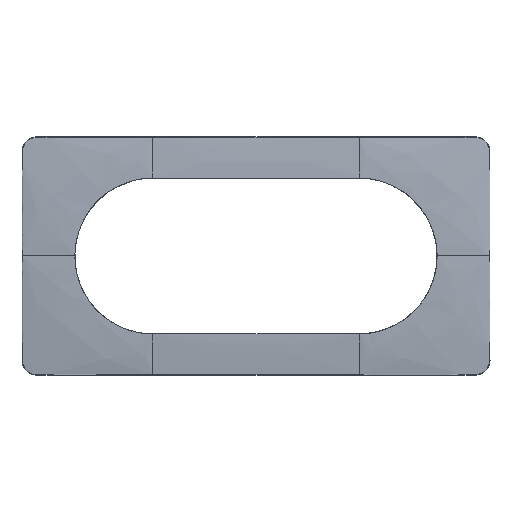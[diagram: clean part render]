
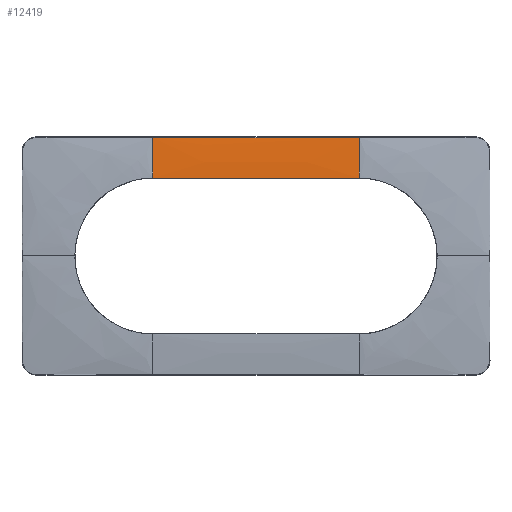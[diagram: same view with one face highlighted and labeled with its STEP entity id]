
A CAD part, top view. The second image highlights one B-rep face of the part: STEP entity #12419.
In plain terms, the highlighted face is a extrusion surface.
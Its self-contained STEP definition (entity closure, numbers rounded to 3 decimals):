
#10768=CARTESIAN_POINT('Vertex',(0.,40.759,7.728)) ;
#12078=CARTESIAN_POINT('Control Point',(0.,26.8,8.7)) ;
#12079=CARTESIAN_POINT('Control Point',(0.,27.42,8.699)) ;
#12080=CARTESIAN_POINT('Control Point',(0.,28.053,8.693)) ;
#12081=CARTESIAN_POINT('Control Point',(0.,28.698,8.679)) ;
#12082=CARTESIAN_POINT('Control Point',(0.,30.008,8.637)) ;
#12083=CARTESIAN_POINT('Control Point',(0.,31.36,8.569)) ;
#12084=CARTESIAN_POINT('Control Point',(0.,32.045,8.529)) ;
#12085=CARTESIAN_POINT('Control Point',(0.,34.128,8.392)) ;
#12086=CARTESIAN_POINT('Control Point',(0.,36.285,8.208)) ;
#12087=CARTESIAN_POINT('Control Point',(0.,37.752,8.067)) ;
#12088=CARTESIAN_POINT('Control Point',(0.,39.244,7.904)) ;
#12089=CARTESIAN_POINT('Control Point',(0.,40.759,7.728)) ;
#12090=CARTESIAN_POINT('Vertex',(0.,26.8,8.7)) ;
#12361=CARTESIAN_POINT('Control Point',(71.,26.8,8.7)) ;
#12362=CARTESIAN_POINT('Control Point',(71.,27.075,8.7)) ;
#12363=CARTESIAN_POINT('Control Point',(71.,27.349,8.698)) ;
#12364=CARTESIAN_POINT('Control Point',(71.,27.623,8.695)) ;
#12365=CARTESIAN_POINT('Control Point',(71.,28.699,8.68)) ;
#12366=CARTESIAN_POINT('Control Point',(71.,29.774,8.646)) ;
#12367=CARTESIAN_POINT('Control Point',(71.,30.598,8.609)) ;
#12368=CARTESIAN_POINT('Control Point',(71.,32.607,8.501)) ;
#12369=CARTESIAN_POINT('Control Point',(71.,34.613,8.35)) ;
#12370=CARTESIAN_POINT('Control Point',(71.,35.811,8.248)) ;
#12371=CARTESIAN_POINT('Control Point',(71.,37.525,8.084)) ;
#12372=CARTESIAN_POINT('Control Point',(71.,39.238,7.901)) ;
#12373=CARTESIAN_POINT('Control Point',(71.,39.746,7.845)) ;
#12374=CARTESIAN_POINT('Control Point',(71.,40.253,7.787)) ;
#12375=CARTESIAN_POINT('Control Point',(71.,40.759,7.728)) ;
#12379=CARTESIAN_POINT('Line Origine',(27.993,40.759,7.728)) ;
#12383=CARTESIAN_POINT('Vertex',(71.,40.759,7.728)) ;
#12387=CARTESIAN_POINT('Control Point',(71.,26.8,8.7)) ;
#12388=CARTESIAN_POINT('Control Point',(71.,27.148,8.699)) ;
#12389=CARTESIAN_POINT('Control Point',(71.,27.495,8.697)) ;
#12390=CARTESIAN_POINT('Control Point',(71.,27.844,8.693)) ;
#12391=CARTESIAN_POINT('Control Point',(71.,28.543,8.68)) ;
#12392=CARTESIAN_POINT('Control Point',(71.,29.245,8.66)) ;
#12393=CARTESIAN_POINT('Control Point',(71.,29.597,8.648)) ;
#12394=CARTESIAN_POINT('Control Point',(71.,30.658,8.606)) ;
#12395=CARTESIAN_POINT('Control Point',(71.,31.717,8.549)) ;
#12396=CARTESIAN_POINT('Control Point',(71.,32.411,8.506)) ;
#12397=CARTESIAN_POINT('Control Point',(71.,33.805,8.41)) ;
#12398=CARTESIAN_POINT('Control Point',(71.,35.194,8.297)) ;
#12399=CARTESIAN_POINT('Control Point',(71.,35.888,8.236)) ;
#12400=CARTESIAN_POINT('Control Point',(71.,37.277,8.107)) ;
#12401=CARTESIAN_POINT('Control Point',(71.,38.67,7.963)) ;
#12402=CARTESIAN_POINT('Control Point',(71.,39.367,7.888)) ;
#12403=CARTESIAN_POINT('Control Point',(71.,40.063,7.809)) ;
#12404=CARTESIAN_POINT('Control Point',(71.,40.759,7.728)) ;
#12405=CARTESIAN_POINT('Vertex',(71.,26.8,8.7)) ;
#12408=CARTESIAN_POINT('Line Origine',(27.993,26.8,8.7)) ;
#12376=DIRECTION('Vector Direction',(-1.,0.,0.)) ;
#12380=DIRECTION('Vector Direction',(-1.,0.,0.)) ;
#12409=DIRECTION('Vector Direction',(-1.,0.,0.)) ;
#12377=VECTOR('Extrusion Surface Vector',#12376,1.) ;
#12381=VECTOR('Line Direction',#12380,1.) ;
#12410=VECTOR('Line Direction',#12409,1.) ;
#12414=ORIENTED_EDGE('',*,*,#12385,.T.) ;
#12415=ORIENTED_EDGE('',*,*,#12407,.F.) ;
#12416=ORIENTED_EDGE('',*,*,#12412,.T.) ;
#12417=ORIENTED_EDGE('',*,*,#12092,.T.) ;
#12419=ADVANCED_FACE('Extraction.162',(#12418),#12378,.F.) ;
#12077=B_SPLINE_CURVE_WITH_KNOTS('',5,(#12078,#12079,#12080,#12081,#12082,#12083,#12084,#12085,#12086,#12087,#12088,#12089),.UNSPECIFIED.,.F.,.U.,(6,3,3,6),(0.,4.962,9.923,19.846),.UNSPECIFIED.) ;
#12360=B_SPLINE_CURVE_WITH_KNOTS('',5,(#12361,#12362,#12363,#12364,#12365,#12366,#12367,#12368,#12369,#12370,#12371,#12372,#12373,#12374,#12375),.UNSPECIFIED.,.F.,.U.,(6,3,3,3,6),(6.413,8.364,14.018,22.59,26.189),.UNSPECIFIED.) ;
#12386=B_SPLINE_CURVE_WITH_KNOTS('',5,(#12387,#12388,#12389,#12390,#12391,#12392,#12393,#12394,#12395,#12396,#12397,#12398,#12399,#12400,#12401,#12402,#12403,#12404),.UNSPECIFIED.,.F.,.U.,(6,3,3,3,3,6),(6.413,8.885,11.357,16.301,21.245,26.189),.UNSPECIFIED.) ;
#12092=EDGE_CURVE('',#12091,#10769,#12077,.T.) ;
#12385=EDGE_CURVE('',#10769,#12384,#12382,.F.) ;
#12407=EDGE_CURVE('',#12406,#12384,#12386,.T.) ;
#12412=EDGE_CURVE('',#12406,#12091,#12411,.T.) ;
#12413=EDGE_LOOP('',(#12414,#12415,#12416,#12417)) ;
#12418=FACE_OUTER_BOUND('',#12413,.T.) ;
#12382=LINE('Line',#12379,#12381) ;
#12411=LINE('Line',#12408,#12410) ;
#12378=SURFACE_OF_LINEAR_EXTRUSION('generated tabulated cylinder',#12360,#12377) ;
#10769=VERTEX_POINT('',#10768) ;
#12091=VERTEX_POINT('',#12090) ;
#12384=VERTEX_POINT('',#12383) ;
#12406=VERTEX_POINT('',#12405) ;
